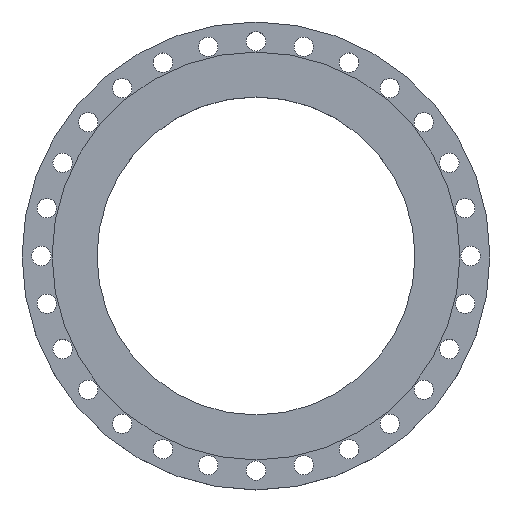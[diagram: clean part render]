
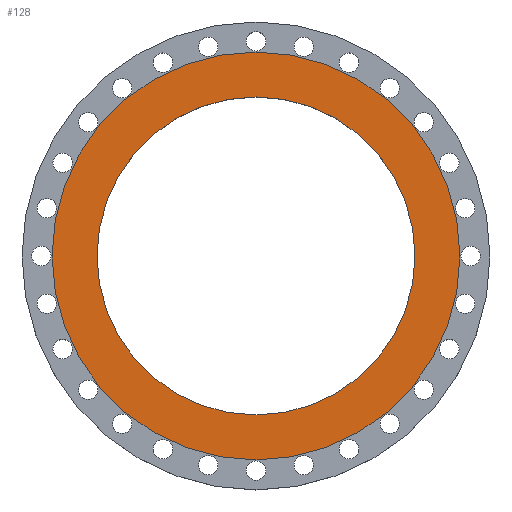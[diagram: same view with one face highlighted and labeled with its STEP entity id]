
A CAD part, top view. The second image highlights one B-rep face of the part: STEP entity #128.
In plain terms, the highlighted planar face has unit normal (0, 0, 1).
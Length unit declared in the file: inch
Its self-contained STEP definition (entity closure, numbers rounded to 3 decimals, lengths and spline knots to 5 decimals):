
#104 = EDGE_CURVE ( 'NONE', #2424, #510, #342, .T. ) ;
#128 = ADVANCED_FACE ( 'NONE', ( #668, #2300 ), #1291, .F. ) ;
#199 = CARTESIAN_POINT ( 'NONE',  ( 0., 0., 0. ) ) ;
#213 = ORIENTED_EDGE ( 'NONE', *, *, #343, .F. ) ;
#258 = AXIS2_PLACEMENT_3D ( 'NONE', #1493, #490, #455 ) ;
#342 = CIRCLE ( 'NONE', #258, 19.71875 ) ;
#343 = EDGE_CURVE ( 'NONE', #436, #2132, #524, .T. ) ;
#391 = AXIS2_PLACEMENT_3D ( 'NONE', #703, #1520, #2079 ) ;
#436 = VERTEX_POINT ( 'NONE', #1748 ) ;
#455 = DIRECTION ( 'NONE',  ( 1., 0., 0. ) ) ;
#466 = EDGE_LOOP ( 'NONE', ( #1907, #2003 ) ) ;
#490 = DIRECTION ( 'NONE',  ( 0., 0., 1. ) ) ;
#493 = ORIENTED_EDGE ( 'NONE', *, *, #793, .F. ) ;
#510 = VERTEX_POINT ( 'NONE', #1201 ) ;
#524 = CIRCLE ( 'NONE', #391, 15.375 ) ;
#668 = FACE_BOUND ( 'NONE', #2598, .T. ) ;
#703 = CARTESIAN_POINT ( 'NONE',  ( 0., 0., 0. ) ) ;
#793 = EDGE_CURVE ( 'NONE', #2132, #436, #1893, .T. ) ;
#830 = DIRECTION ( 'NONE',  ( 0., 0., 1. ) ) ;
#1201 = CARTESIAN_POINT ( 'NONE',  ( -19.71875, 0., 0. ) ) ;
#1240 = DIRECTION ( 'NONE',  ( 0., 0., 1. ) ) ;
#1278 = DIRECTION ( 'NONE',  ( -1., 0., 0. ) ) ;
#1291 = PLANE ( 'NONE',  #1843 ) ;
#1483 = CARTESIAN_POINT ( 'NONE',  ( 0., 15.375, 0. ) ) ;
#1493 = CARTESIAN_POINT ( 'NONE',  ( 0., 0., 0. ) ) ;
#1514 = CARTESIAN_POINT ( 'NONE',  ( 15.375, 0., 0. ) ) ;
#1520 = DIRECTION ( 'NONE',  ( 0., 0., 1. ) ) ;
#1748 = CARTESIAN_POINT ( 'NONE',  ( -15.375, 0., 0. ) ) ;
#1798 = AXIS2_PLACEMENT_3D ( 'NONE', #2468, #830, #1832 ) ;
#1822 = DIRECTION ( 'NONE',  ( 1., 0., 0. ) ) ;
#1832 = DIRECTION ( 'NONE',  ( 1., 0., 0. ) ) ;
#1843 = AXIS2_PLACEMENT_3D ( 'NONE', #1483, #2112, #1278 ) ;
#1893 = CIRCLE ( 'NONE', #1798, 15.375 ) ;
#1907 = ORIENTED_EDGE ( 'NONE', *, *, #104, .T. ) ;
#1934 = CARTESIAN_POINT ( 'NONE',  ( 19.71875, 0., 0. ) ) ;
#2003 = ORIENTED_EDGE ( 'NONE', *, *, #2022, .T. ) ;
#2022 = EDGE_CURVE ( 'NONE', #510, #2424, #2572, .T. ) ;
#2079 = DIRECTION ( 'NONE',  ( 1., 0., 0. ) ) ;
#2112 = DIRECTION ( 'NONE',  ( 0., 0., -1. ) ) ;
#2132 = VERTEX_POINT ( 'NONE', #1514 ) ;
#2300 = FACE_OUTER_BOUND ( 'NONE', #466, .T. ) ;
#2424 = VERTEX_POINT ( 'NONE', #1934 ) ;
#2468 = CARTESIAN_POINT ( 'NONE',  ( 0., 0., 0. ) ) ;
#2496 = AXIS2_PLACEMENT_3D ( 'NONE', #199, #1240, #1822 ) ;
#2572 = CIRCLE ( 'NONE', #2496, 19.71875 ) ;
#2598 = EDGE_LOOP ( 'NONE', ( #493, #213 ) ) ;
